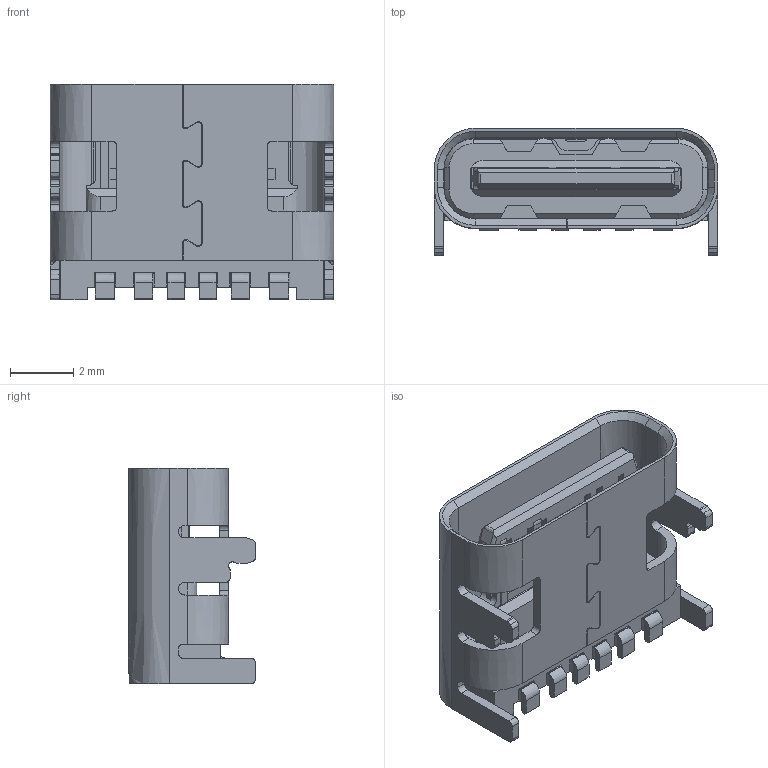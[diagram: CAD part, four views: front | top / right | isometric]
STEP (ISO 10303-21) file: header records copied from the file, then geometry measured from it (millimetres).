
FILE_DESCRIPTION (( 'STEP AP214' ), '1' );
FILE_NAME ('TYPE-C-31-M-17.stp', '2025-06-26T03:17:04', ( '' ), ( '' ), 'SwSTEP 2.0', 'SolidWorks 2025', '' );
FILE_SCHEMA (( 'AUTOMOTIVE_DESIGN' ));
Length unit declared in the file: millimetre
Products named in the file (1): TYPE-C-31-M-17
Bounding box: 8.94 x 4.01 x 6.8 mm (x, y, z)
Volume: 90.1 mm3; surface area: 432.2 mm2
Topology: 1 solids, 1 shells, 625 faces, 1814 edges, 1196 vertices
Faces by surface type: plane 473, bspline 152
Entity records: 33210 total; most frequent: CARTESIAN_POINT 12018, ORIENTED_EDGE 3628, DIRECTION 1875, EDGE_CURVE 1814, VERTEX_POINT 1196, LINE 927, VECTOR 927, B_SPLINE_CURVE_WITH_KNOTS 887
